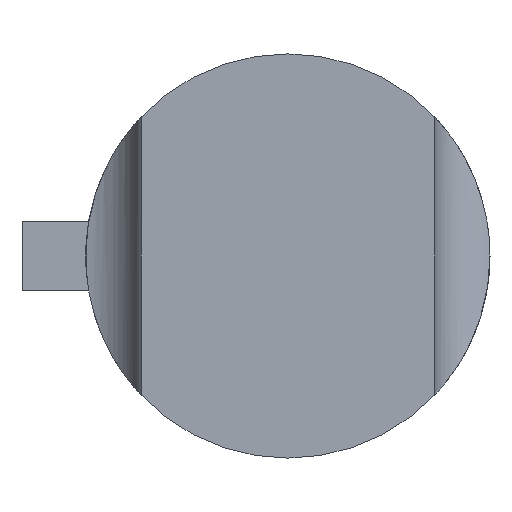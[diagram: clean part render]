
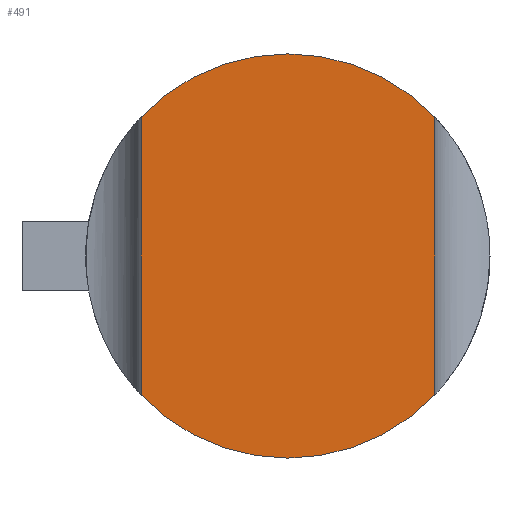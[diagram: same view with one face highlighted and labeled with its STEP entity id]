
A CAD part, left-side view. The second image highlights one B-rep face of the part: STEP entity #491.
In plain terms, the highlighted planar face has unit normal (-1, 0, 0).
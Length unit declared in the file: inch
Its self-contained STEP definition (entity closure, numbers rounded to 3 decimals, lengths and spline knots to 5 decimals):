
#48=PLANE('',#549);
#74=FACE_OUTER_BOUND('',#109,.T.);
#109=EDGE_LOOP('',(#452,#453,#454,#455,#456));
#136=LINE('',#794,#177);
#140=LINE('',#833,#181);
#177=VECTOR('',#636,0.3937);
#181=VECTOR('',#644,0.3937);
#206=CIRCLE('',#544,0.73);
#207=CIRCLE('',#545,0.73);
#208=CIRCLE('',#546,0.73);
#237=VERTEX_POINT('',#791);
#238=VERTEX_POINT('',#793);
#242=VERTEX_POINT('',#830);
#243=VERTEX_POINT('',#832);
#255=VERTEX_POINT('',#917);
#296=EDGE_CURVE('',#238,#237,#136,.T.);
#302=EDGE_CURVE('',#243,#242,#140,.T.);
#319=EDGE_CURVE('',#255,#237,#206,.T.);
#320=EDGE_CURVE('',#238,#242,#207,.T.);
#321=EDGE_CURVE('',#243,#255,#208,.T.);
#452=ORIENTED_EDGE('',*,*,#296,.T.);
#453=ORIENTED_EDGE('',*,*,#319,.F.);
#454=ORIENTED_EDGE('',*,*,#321,.F.);
#455=ORIENTED_EDGE('',*,*,#302,.T.);
#456=ORIENTED_EDGE('',*,*,#320,.F.);
#491=ADVANCED_FACE('',(#74),#48,.F.);
#544=AXIS2_PLACEMENT_3D('',#919,#669,#670);
#545=AXIS2_PLACEMENT_3D('',#920,#671,#672);
#546=AXIS2_PLACEMENT_3D('',#921,#673,#674);
#549=AXIS2_PLACEMENT_3D('',#924,#679,#680);
#636=DIRECTION('',(0.,0.,1.));
#644=DIRECTION('',(0.,0.,-1.));
#669=DIRECTION('center_axis',(1.,0.,0.));
#670=DIRECTION('ref_axis',(0.,0.,-1.));
#671=DIRECTION('center_axis',(1.,0.,0.));
#672=DIRECTION('ref_axis',(0.,0.,-1.));
#673=DIRECTION('center_axis',(1.,0.,0.));
#674=DIRECTION('ref_axis',(0.,0.,-1.));
#679=DIRECTION('center_axis',(1.,0.,0.));
#680=DIRECTION('ref_axis',(0.,0.,-1.));
#791=CARTESIAN_POINT('',(0.,-0.53,0.502));
#793=CARTESIAN_POINT('',(0.,-0.53,-0.502));
#794=CARTESIAN_POINT('',(0.,-0.53,0.));
#830=CARTESIAN_POINT('',(0.,0.53,-0.502));
#832=CARTESIAN_POINT('',(0.,0.53,0.502));
#833=CARTESIAN_POINT('',(0.,0.53,0.));
#917=CARTESIAN_POINT('',(0.,0.,0.73));
#919=CARTESIAN_POINT('Origin',(0.,0.,0.));
#920=CARTESIAN_POINT('Origin',(0.,0.,0.));
#921=CARTESIAN_POINT('Origin',(0.,0.,0.));
#924=CARTESIAN_POINT('Origin',(0.,0.,0.));
